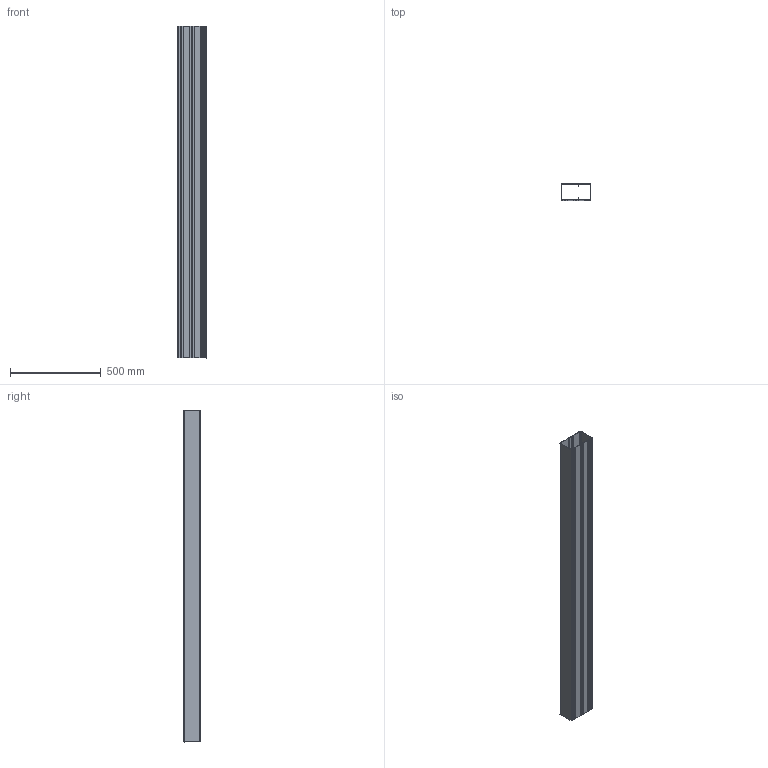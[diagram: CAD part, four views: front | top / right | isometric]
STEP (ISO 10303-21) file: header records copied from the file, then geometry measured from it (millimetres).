
FILE_DESCRIPTION (( 'STEP AP214' ), '1' );
FILE_NAME ('10094237.STEP', '2008-06-02T07:34:50', ( ' ' ), ( '' ), 'SwSTEP 2.0', 'SolidWorks 2008', '' );
FILE_SCHEMA (( 'AUTOMOTIVE_DESIGN' ));
Length unit declared in the file: millimetre
Products named in the file (3): 11301_Standard; 10094237; 11302_Standard
Assembly tree (2 placements, depth 2):
  10094237
    11302_Standard
    11301_Standard
Bounding box: 162.54 x 91.6 x 1825 mm (x, y, z)
Volume: 2349001.9 mm3; surface area: 1921200.4 mm2
Topology: 2 solids, 2 shells, 156 faces, 456 edges, 304 vertices
Faces by surface type: cylinder 88, plane 68
Entity records: 5324 total; most frequent: DIRECTION 954, CARTESIAN_POINT 921, ORIENTED_EDGE 912, EDGE_CURVE 456, AXIS2_PLACEMENT_3D 337, VERTEX_POINT 304, LINE 280, VECTOR 280
